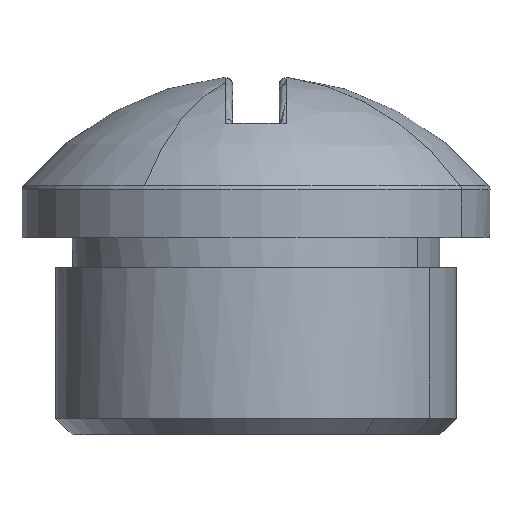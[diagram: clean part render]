
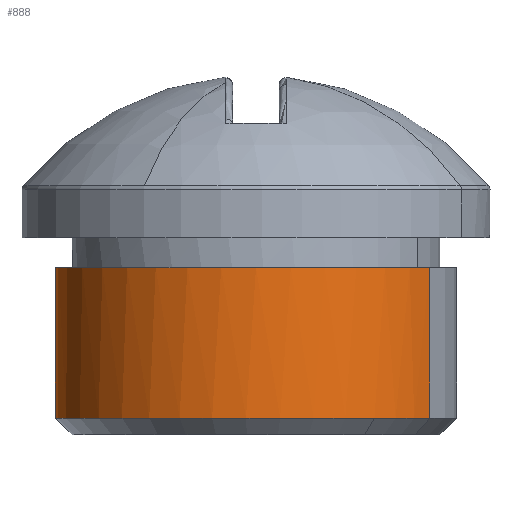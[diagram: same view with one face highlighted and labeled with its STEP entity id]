
A CAD part, front view. The second image highlights one B-rep face of the part: STEP entity #888.
In plain terms, the highlighted cylindrical face has radius 6 mm (diameter 12 mm), a partial arc.
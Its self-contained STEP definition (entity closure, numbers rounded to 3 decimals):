
#821=AXIS2_PLACEMENT_3D('Circle Axis2P3D',#819,#820,$) ;
#867=AXIS2_PLACEMENT_3D('Cylinder Axis2P3D',#864,#865,#866) ;
#871=AXIS2_PLACEMENT_3D('Circle Axis2P3D',#869,#870,$) ;
#878=AXIS2_PLACEMENT_3D('Circle Axis2P3D',#876,#877,$) ;
#814=CARTESIAN_POINT('Vertex',(12.196,4.,5.)) ;
#816=CARTESIAN_POINT('Vertex',(1.804,10.,5.)) ;
#819=CARTESIAN_POINT('Axis2P3D Location',(7.,7.,5.)) ;
#838=CARTESIAN_POINT('Line Origine',(1.804,10.,2.5)) ;
#842=CARTESIAN_POINT('Vertex',(1.804,10.,0.5)) ;
#845=CARTESIAN_POINT('Line Origine',(12.196,4.,2.5)) ;
#849=CARTESIAN_POINT('Vertex',(12.196,4.,0.5)) ;
#864=CARTESIAN_POINT('Axis2P3D Location',(7.,7.,2.5)) ;
#869=CARTESIAN_POINT('Axis2P3D Location',(7.,7.,0.5)) ;
#873=CARTESIAN_POINT('Vertex',(10.542,2.157,0.5)) ;
#876=CARTESIAN_POINT('Axis2P3D Location',(7.,7.,0.5)) ;
#820=DIRECTION('Axis2P3D Direction',(0.,0.,1.)) ;
#839=DIRECTION('Vector Direction',(0.,0.,1.)) ;
#846=DIRECTION('Vector Direction',(0.,0.,1.)) ;
#865=DIRECTION('Axis2P3D Direction',(0.,0.,1.)) ;
#866=DIRECTION('Axis2P3D XDirection',(-0.866,0.5,0.)) ;
#870=DIRECTION('Axis2P3D Direction',(0.,0.,1.)) ;
#877=DIRECTION('Axis2P3D Direction',(0.,0.,1.)) ;
#840=VECTOR('Line Direction',#839,1.) ;
#847=VECTOR('Line Direction',#846,1.) ;
#882=ORIENTED_EDGE('',*,*,#851,.F.) ;
#883=ORIENTED_EDGE('',*,*,#823,.F.) ;
#884=ORIENTED_EDGE('',*,*,#844,.T.) ;
#885=ORIENTED_EDGE('',*,*,#875,.T.) ;
#886=ORIENTED_EDGE('',*,*,#880,.T.) ;
#888=ADVANCED_FACE('SK',(#887),#868,.T.) ;
#822=CIRCLE('generated circle',#821,6.) ;
#872=CIRCLE('generated circle',#871,6.) ;
#879=CIRCLE('generated circle',#878,6.) ;
#868=CYLINDRICAL_SURFACE('generated cylinder',#867,6.) ;
#823=EDGE_CURVE('',#817,#815,#822,.T.) ;
#844=EDGE_CURVE('',#817,#843,#841,.F.) ;
#851=EDGE_CURVE('',#815,#850,#848,.F.) ;
#875=EDGE_CURVE('',#843,#874,#872,.T.) ;
#880=EDGE_CURVE('',#874,#850,#879,.T.) ;
#881=EDGE_LOOP('',(#882,#883,#884,#885,#886)) ;
#887=FACE_OUTER_BOUND('',#881,.T.) ;
#841=LINE('Line',#838,#840) ;
#848=LINE('Line',#845,#847) ;
#815=VERTEX_POINT('',#814) ;
#817=VERTEX_POINT('',#816) ;
#843=VERTEX_POINT('',#842) ;
#850=VERTEX_POINT('',#849) ;
#874=VERTEX_POINT('',#873) ;
